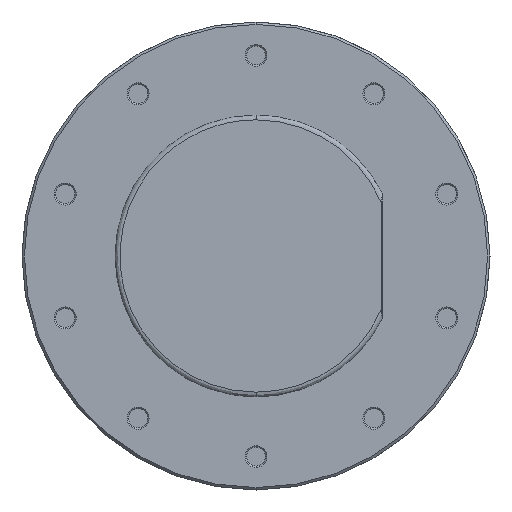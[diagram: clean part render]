
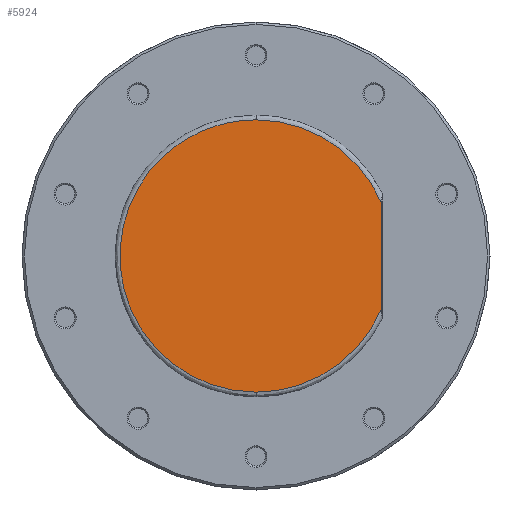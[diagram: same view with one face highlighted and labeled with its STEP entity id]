
A CAD part, left-side view. The second image highlights one B-rep face of the part: STEP entity #5924.
In plain terms, the highlighted planar face has unit normal (-1, 0, 0).
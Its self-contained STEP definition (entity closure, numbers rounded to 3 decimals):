
#22 = CARTESIAN_POINT ( 'NONE',  ( 573.059, 270.814, 28.5 ) ) ;
#374 = AXIS2_PLACEMENT_3D ( 'NONE', #2150, #8042, #3466 ) ;
#699 = CARTESIAN_POINT ( 'NONE',  ( 573.059, 259.056, 28.5 ) ) ;
#707 = EDGE_LOOP ( 'NONE', ( #6545, #1024, #5154, #5274 ) ) ;
#1024 = ORIENTED_EDGE ( 'NONE', *, *, #5807, .T. ) ;
#1355 = CARTESIAN_POINT ( 'NONE',  ( 573.059, 259.056, -28.5 ) ) ;
#1751 = CARTESIAN_POINT ( 'NONE',  ( 573.059, 327.814, -28.5 ) ) ;
#1883 = CARTESIAN_POINT ( 'NONE',  ( 573.059, 270.814, 28.5 ) ) ;
#2128 = CARTESIAN_POINT ( 'NONE',  ( 573.059, 270.814, -28.5 ) ) ;
#2150 = CARTESIAN_POINT ( 'NONE',  ( 573.059, 299.314, 0. ) ) ;
#2488 = CARTESIAN_POINT ( 'NONE',  ( 573.059, 270.814, -28.5 ) ) ;
#3188 = DIRECTION ( 'NONE',  ( 0., 0., 1. ) ) ;
#3466 = DIRECTION ( 'NONE',  ( 0., 0., 1. ) ) ;
#3719 = EDGE_CURVE ( 'NONE', #6952, #6833, #6984, .T. ) ;
#3897 = VERTEX_POINT ( 'NONE', #5228 ) ;
#4593 = CARTESIAN_POINT ( 'NONE',  ( 573.059, 249.241, -22.026 ) ) ;
#4791 = PLANE ( 'NONE',  #374 ) ;
#5154 = ORIENTED_EDGE ( 'NONE', *, *, #8222, .F. ) ;
#5223 = CARTESIAN_POINT ( 'NONE',  ( 573.059, 244.614, -11.217 ) ) ;
#5228 = CARTESIAN_POINT ( 'NONE',  ( 573.059, 244.614, 11.217 ) ) ;
#5274 = ORIENTED_EDGE ( 'NONE', *, *, #3719, .F. ) ;
#5392 = LINE ( 'NONE', #5785, #6405 ) ;
#5431 = CARTESIAN_POINT ( 'NONE',  ( 573.059, 244.614, -11.217 ) ) ;
#5687 = CARTESIAN_POINT ( 'NONE',  ( 573.059, 327.814, 28.5 ) ) ;
#5701 = FACE_OUTER_BOUND ( 'NONE', #707, .T. ) ;
#5739 = CARTESIAN_POINT ( 'NONE',  ( 573.059, 270.814, 28.5 ) ) ;
#5785 = CARTESIAN_POINT ( 'NONE',  ( 573.059, 244.614, 10.488 ) ) ;
#5807 = EDGE_CURVE ( 'NONE', #7784, #3897, #5392, .T. ) ;
#5924 = ADVANCED_FACE ( 'NONE', ( #5701 ), #4791, .T. ) ;
#5946 = CARTESIAN_POINT ( 'NONE',  ( 573.059, 249.241, 22.026 ) ) ;
#5990 =( BOUNDED_CURVE ( )  B_SPLINE_CURVE ( 3, ( #22, #699, #5946, #7198 ),
 .UNSPECIFIED., .F., .T. ) 
 B_SPLINE_CURVE_WITH_KNOTS ( ( 4, 4 ),
 ( 0.784, 0.995 ),
 .UNSPECIFIED. ) 
 CURVE ( )  GEOMETRIC_REPRESENTATION_ITEM ( )  RATIONAL_B_SPLINE_CURVE ( ( 1., 0.89, 0.89, 1. ) ) 
 REPRESENTATION_ITEM ( '' )  );
#6405 = VECTOR ( 'NONE', #3188, 1000. ) ;
#6456 =( BOUNDED_CURVE ( )  B_SPLINE_CURVE ( 3, ( #5223, #4593, #1355, #2128 ),
 .UNSPECIFIED., .F., .F. ) 
 B_SPLINE_CURVE_WITH_KNOTS ( ( 4, 4 ),
 ( 0.005, 0.216 ),
 .UNSPECIFIED. ) 
 CURVE ( )  GEOMETRIC_REPRESENTATION_ITEM ( )  RATIONAL_B_SPLINE_CURVE ( ( 1., 0.89, 0.89, 1. ) ) 
 REPRESENTATION_ITEM ( '' )  );
#6517 = CARTESIAN_POINT ( 'NONE',  ( 573.059, 270.814, -28.5 ) ) ;
#6545 = ORIENTED_EDGE ( 'NONE', *, *, #7036, .F. ) ;
#6833 = VERTEX_POINT ( 'NONE', #1883 ) ;
#6952 = VERTEX_POINT ( 'NONE', #6517 ) ;
#6984 =( BOUNDED_CURVE ( )  B_SPLINE_CURVE ( 3, ( #2488, #1751, #5687, #5739 ),
 .UNSPECIFIED., .F., .F. ) 
 B_SPLINE_CURVE_WITH_KNOTS ( ( 4, 4 ),
 ( 0.216, 0.784 ),
 .UNSPECIFIED. ) 
 CURVE ( )  GEOMETRIC_REPRESENTATION_ITEM ( )  RATIONAL_B_SPLINE_CURVE ( ( 1., 0.333, 0.333, 1. ) ) 
 REPRESENTATION_ITEM ( '' )  );
#7036 = EDGE_CURVE ( 'NONE', #7784, #6952, #6456, .T. ) ;
#7198 = CARTESIAN_POINT ( 'NONE',  ( 573.059, 244.614, 11.217 ) ) ;
#7784 = VERTEX_POINT ( 'NONE', #5431 ) ;
#8042 = DIRECTION ( 'NONE',  ( -1., 0., 0. ) ) ;
#8222 = EDGE_CURVE ( 'NONE', #6833, #3897, #5990, .T. ) ;
